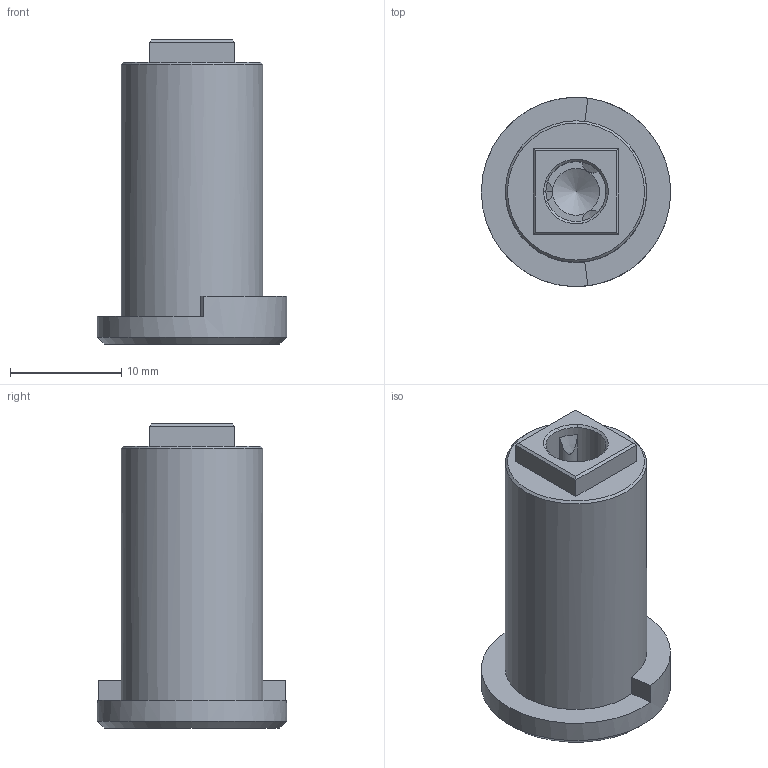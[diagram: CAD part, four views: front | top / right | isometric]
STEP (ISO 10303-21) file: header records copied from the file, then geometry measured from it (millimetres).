
FILE_DESCRIPTION(('FreeCAD Model'),'2;1');
FILE_NAME('Open CASCADE Shape Model','2026-03-30T17:50:35',(''),(''), 'Open CASCADE STEP processor 7.6','FreeCAD','Unknown');
FILE_SCHEMA(('AUTOMOTIVE_DESIGN { 1 0 10303 214 1 1 1 1 }'));
Length unit declared in the file: millimetre
Products named in the file (1): Body
Bounding box: 17 x 17 x 27.3 mm (x, y, z)
Volume: 3143.9 mm3; surface area: 1978.9 mm2
Topology: 1 solids, 1 shells, 47 faces, 114 edges, 71 vertices
Faces by surface type: plane 27, cone 12, cylinder 6, bspline 2
Full cylindrical faces by diameter (mm): 5.4 x1, 12.7 x1, 17 x1
Entity records: 1668 total; most frequent: CARTESIAN_POINT 550, DIRECTION 229, ORIENTED_EDGE 226, EDGE_CURVE 113, AXIS2_PLACEMENT_3D 83, VERTEX_POINT 71, LINE 63, VECTOR 63
